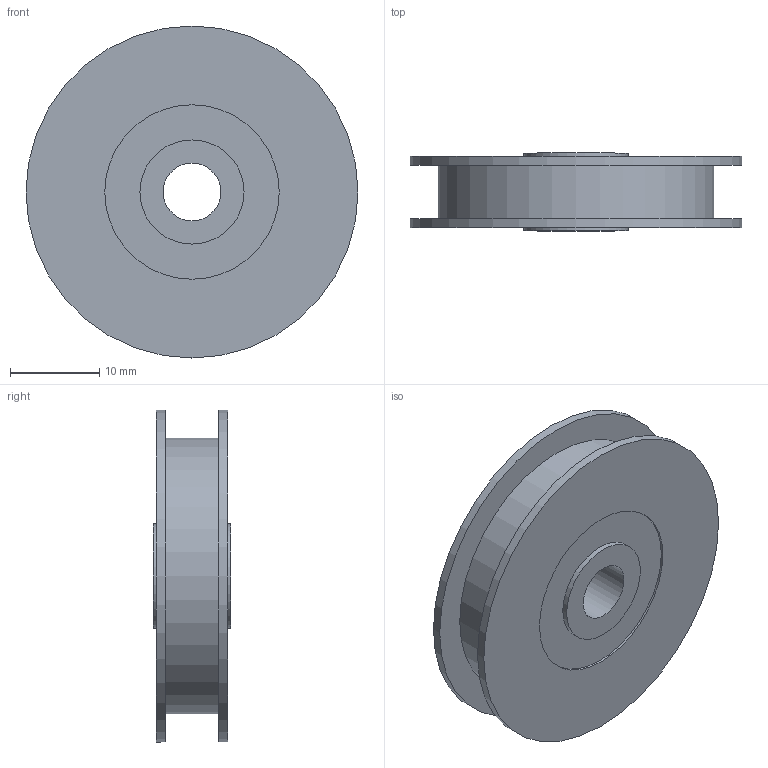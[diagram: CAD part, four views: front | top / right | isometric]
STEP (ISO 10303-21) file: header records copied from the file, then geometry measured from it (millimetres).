
FILE_DESCRIPTION(('FreeCAD Model'),'2;1');
FILE_NAME('6mm bearing pulley.step','2014-06-14T19:00:44',( 'FreeCAD'),('FreeCAD'),'Open CASCADE STEP processor 6.3','FreeCAD', 'Unknown');
FILE_SCHEMA(('AUTOMOTIVE_DESIGN_CC2 { 1 2 10303 214 -1 1 5 4 }'));
Length unit declared in the file: millimetre
Products named in the file (1): 6.5mm_bearing_pulley
Bounding box: 37.3 x 8.75 x 37.3 mm (x, y, z)
Volume: 6392.6 mm3; surface area: 3873 mm2
Topology: 1 solids, 1 shells, 16 faces, 31 edges, 23 vertices
Faces by surface type: plane 8, cylinder 8
Full cylindrical faces by diameter (mm): 6.5 x1, 11.7 x2, 19.6 x2, 30.95 x1, 37.3 x2
Entity records: 907 total; most frequent: CARTESIAN_POINT 223, DIRECTION 135, ORIENTED_EDGE 62, PCURVE 62, DEFINITIONAL_REPRESENTATION 62, LINE 47, VECTOR 47, AXIS2_PLACEMENT_3D 40
